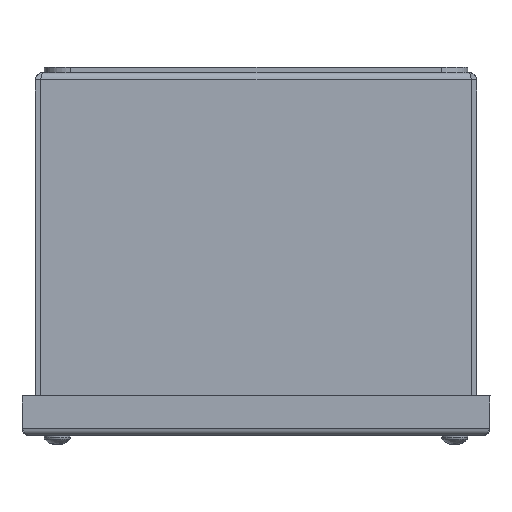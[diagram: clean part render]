
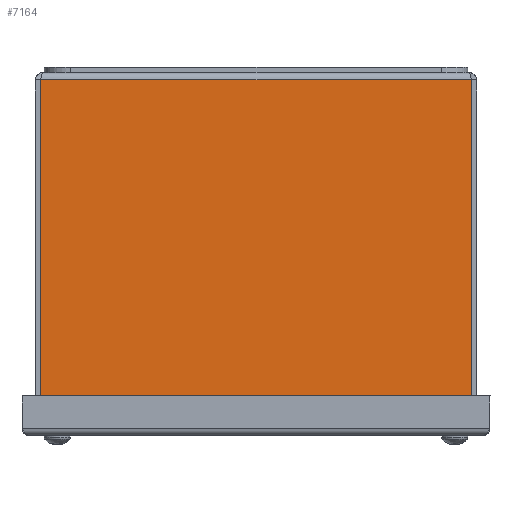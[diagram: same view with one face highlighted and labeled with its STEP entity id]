
A CAD part, front view. The second image highlights one B-rep face of the part: STEP entity #7164.
In plain terms, the highlighted planar face has unit normal (0, -1, 0).
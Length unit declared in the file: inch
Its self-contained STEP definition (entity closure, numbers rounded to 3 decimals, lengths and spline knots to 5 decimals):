
#931=FACE_OUTER_BOUND('',#1376,.T.);
#1376=EDGE_LOOP('',(#5734,#5735,#5736,#5737));
#2011=LINE('',#11963,#2662);
#2021=LINE('',#11988,#2672);
#2022=LINE('',#11990,#2673);
#2023=LINE('',#11991,#2674);
#2662=VECTOR('',#9149,6.10059);
#2672=VECTOR('',#9181,4.5995);
#2673=VECTOR('',#9182,6.10059);
#2674=VECTOR('',#9183,4.5995);
#3283=VERTEX_POINT('',#11960);
#3284=VERTEX_POINT('',#11962);
#3288=VERTEX_POINT('',#11987);
#3289=VERTEX_POINT('',#11989);
#4126=EDGE_CURVE('',#3284,#3283,#2011,.T.);
#4139=EDGE_CURVE('',#3288,#3283,#2021,.T.);
#4140=EDGE_CURVE('',#3288,#3289,#2022,.T.);
#4141=EDGE_CURVE('',#3284,#3289,#2023,.T.);
#5734=ORIENTED_EDGE('',*,*,#4126,.T.);
#5735=ORIENTED_EDGE('',*,*,#4139,.F.);
#5736=ORIENTED_EDGE('',*,*,#4140,.T.);
#5737=ORIENTED_EDGE('',*,*,#4141,.F.);
#6558=PLANE('',#7696);
#7164=ADVANCED_FACE('',(#931),#6558,.F.);
#7696=AXIS2_PLACEMENT_3D('',#11986,#9179,#9180);
#9149=DIRECTION('',(-1.,0.,0.));
#9179=DIRECTION('center_axis',(0.,1.,0.));
#9180=DIRECTION('ref_axis',(1.,0.,0.));
#9181=DIRECTION('',(0.,0.,1.));
#9182=DIRECTION('',(1.,0.,0.));
#9183=DIRECTION('',(0.,0.,-1.));
#11960=CARTESIAN_POINT('',(0.07471,0.,4.70475));
#11962=CARTESIAN_POINT('',(6.17529,0.,4.70475));
#11963=CARTESIAN_POINT('',(4.65015,0.,4.70475));
#11986=CARTESIAN_POINT('Origin',(3.125,0.,2.37622));
#11987=CARTESIAN_POINT('',(0.07471,0.,0.10525));
#11988=CARTESIAN_POINT('',(0.07471,0.,0.10525));
#11989=CARTESIAN_POINT('',(6.17529,0.,0.10525));
#11990=CARTESIAN_POINT('',(3.125,0.,0.10525));
#11991=CARTESIAN_POINT('',(6.17529,0.,0.10525));
